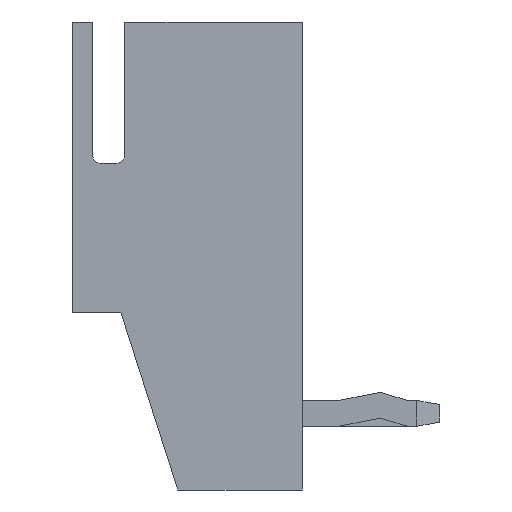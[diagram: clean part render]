
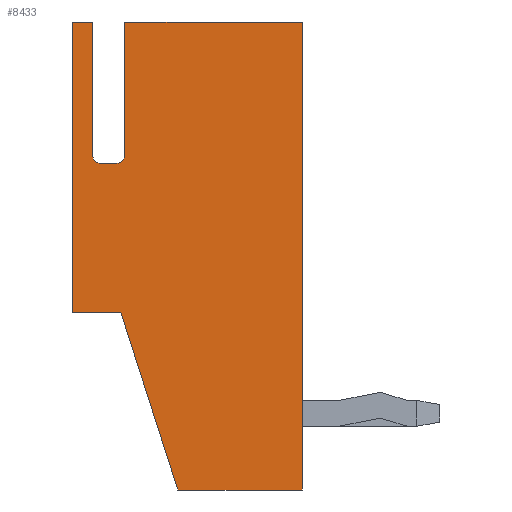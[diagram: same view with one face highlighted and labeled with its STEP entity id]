
A CAD part, left-side view. The second image highlights one B-rep face of the part: STEP entity #8433.
In plain terms, the highlighted planar face has unit normal (-1, 0, 0).
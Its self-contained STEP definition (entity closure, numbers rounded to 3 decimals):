
#70 = LINE ( 'NONE', #6521, #2910 ) ;
#80 = CARTESIAN_POINT ( 'NONE',  ( -6.25, 2.15, 3.9 ) ) ;
#96 = CARTESIAN_POINT ( 'NONE',  ( -6.25, 2.85, 7.2 ) ) ;
#239 = VERTEX_POINT ( 'NONE', #3452 ) ;
#243 = EDGE_CURVE ( 'NONE', #1052, #239, #5130, .T. ) ;
#247 = VERTEX_POINT ( 'NONE', #6706 ) ;
#248 = EDGE_CURVE ( 'NONE', #5446, #2451, #4378, .T. ) ;
#563 = CARTESIAN_POINT ( 'NONE',  ( -6.25, 2.85, 7.2 ) ) ;
#571 = EDGE_CURVE ( 'NONE', #8357, #5446, #2495, .T. ) ;
#649 = LINE ( 'NONE', #9980, #3390 ) ;
#982 = VECTOR ( 'NONE', #1418, 1000. ) ;
#1044 = EDGE_CURVE ( 'NONE', #4867, #8851, #6694, .T. ) ;
#1052 = VERTEX_POINT ( 'NONE', #7144 ) ;
#1053 = ORIENTED_EDGE ( 'NONE', *, *, #8129, .F. ) ;
#1235 = CARTESIAN_POINT ( 'NONE',  ( -6.25, -2.85, 7.2 ) ) ;
#1268 = CARTESIAN_POINT ( 'NONE',  ( -6.25, -2.85, 0. ) ) ;
#1418 = DIRECTION ( 'NONE',  ( 0., 0., 1. ) ) ;
#1463 = DIRECTION ( 'NONE',  ( 0., 0., 1. ) ) ;
#1551 = CARTESIAN_POINT ( 'NONE',  ( -6.25, -2.85, 7.2 ) ) ;
#1666 = ORIENTED_EDGE ( 'NONE', *, *, #5823, .F. ) ;
#2001 = CARTESIAN_POINT ( 'NONE',  ( -6.25, 1.65, 0. ) ) ;
#2138 = LINE ( 'NONE', #2884, #9947 ) ;
#2185 = LINE ( 'NONE', #8364, #982 ) ;
#2223 = DIRECTION ( 'NONE',  ( -1., 0., 0. ) ) ;
#2225 = VERTEX_POINT ( 'NONE', #4696 ) ;
#2247 = CARTESIAN_POINT ( 'NONE',  ( -6.25, -2.85, 7.2 ) ) ;
#2287 = CARTESIAN_POINT ( 'NONE',  ( -6.25, 0.239, -4.4 ) ) ;
#2295 = DIRECTION ( 'NONE',  ( 0., 0., -1. ) ) ;
#2310 = AXIS2_PLACEMENT_3D ( 'NONE', #9507, #9407, #2568 ) ;
#2406 = VECTOR ( 'NONE', #4649, 1000. ) ;
#2451 = VERTEX_POINT ( 'NONE', #4485 ) ;
#2495 = LINE ( 'NONE', #96, #7970 ) ;
#2506 = VERTEX_POINT ( 'NONE', #1235 ) ;
#2568 = DIRECTION ( 'NONE',  ( 0., 0., -1. ) ) ;
#2884 = CARTESIAN_POINT ( 'NONE',  ( -6.25, 2.15, 3.7 ) ) ;
#2889 = AXIS2_PLACEMENT_3D ( 'NONE', #2247, #6161, #2295 ) ;
#2910 = VECTOR ( 'NONE', #8687, 1000. ) ;
#2939 = VECTOR ( 'NONE', #3607, 1000. ) ;
#3101 = FACE_OUTER_BOUND ( 'NONE', #3436, .T. ) ;
#3197 = PLANE ( 'NONE',  #2889 ) ;
#3387 = CIRCLE ( 'NONE', #5016, 0.2 ) ;
#3390 = VECTOR ( 'NONE', #7515, 1000. ) ;
#3436 = EDGE_LOOP ( 'NONE', ( #6147, #9225, #7685, #1666, #7070, #9898, #7688, #8407, #5238, #6494, #8701, #1053 ) ) ;
#3452 = CARTESIAN_POINT ( 'NONE',  ( -6.25, 2.35, 3.9 ) ) ;
#3466 = DIRECTION ( 'NONE',  ( 0., -0.305, -0.952 ) ) ;
#3607 = DIRECTION ( 'NONE',  ( 0., 0., -1. ) ) ;
#3634 = EDGE_CURVE ( 'NONE', #7422, #8885, #8960, .T. ) ;
#3658 = DIRECTION ( 'NONE',  ( 0., -1., 0. ) ) ;
#3994 = CARTESIAN_POINT ( 'NONE',  ( -6.25, 2.85, 0. ) ) ;
#4060 = CARTESIAN_POINT ( 'NONE',  ( -6.25, 1.55, 3.9 ) ) ;
#4378 = LINE ( 'NONE', #1268, #8922 ) ;
#4458 = EDGE_CURVE ( 'NONE', #2451, #7422, #5043, .T. ) ;
#4485 = CARTESIAN_POINT ( 'NONE',  ( -6.25, 1.65, 0. ) ) ;
#4632 = DIRECTION ( 'NONE',  ( 0., 0., -1. ) ) ;
#4649 = DIRECTION ( 'NONE',  ( 0., -1., 0. ) ) ;
#4696 = CARTESIAN_POINT ( 'NONE',  ( -6.25, 1.55, 7.2 ) ) ;
#4807 = CARTESIAN_POINT ( 'NONE',  ( -6.25, -2.85, -4.4 ) ) ;
#4819 = EDGE_CURVE ( 'NONE', #8851, #2225, #2185, .T. ) ;
#4867 = VERTEX_POINT ( 'NONE', #7142 ) ;
#5016 = AXIS2_PLACEMENT_3D ( 'NONE', #80, #2223, #1463 ) ;
#5043 = LINE ( 'NONE', #2001, #9309 ) ;
#5130 = LINE ( 'NONE', #8216, #2939 ) ;
#5238 = ORIENTED_EDGE ( 'NONE', *, *, #248, .T. ) ;
#5446 = VERTEX_POINT ( 'NONE', #3994 ) ;
#5556 = EDGE_CURVE ( 'NONE', #239, #247, #3387, .T. ) ;
#5823 = EDGE_CURVE ( 'NONE', #247, #4867, #2138, .T. ) ;
#6147 = ORIENTED_EDGE ( 'NONE', *, *, #8026, .F. ) ;
#6161 = DIRECTION ( 'NONE',  ( 1., 0., 0. ) ) ;
#6494 = ORIENTED_EDGE ( 'NONE', *, *, #4458, .T. ) ;
#6521 = CARTESIAN_POINT ( 'NONE',  ( -6.25, -2.85, 7.2 ) ) ;
#6694 = CIRCLE ( 'NONE', #2310, 0.2 ) ;
#6706 = CARTESIAN_POINT ( 'NONE',  ( -6.25, 2.15, 3.7 ) ) ;
#7070 = ORIENTED_EDGE ( 'NONE', *, *, #5556, .F. ) ;
#7142 = CARTESIAN_POINT ( 'NONE',  ( -6.25, 1.75, 3.7 ) ) ;
#7144 = CARTESIAN_POINT ( 'NONE',  ( -6.25, 2.35, 7.2 ) ) ;
#7422 = VERTEX_POINT ( 'NONE', #2287 ) ;
#7469 = DIRECTION ( 'NONE',  ( 0., -1., 0. ) ) ;
#7503 = DIRECTION ( 'NONE',  ( 0., -1., 0. ) ) ;
#7515 = DIRECTION ( 'NONE',  ( 0., -1., 0. ) ) ;
#7600 = CARTESIAN_POINT ( 'NONE',  ( -6.25, 0.239, -4.4 ) ) ;
#7685 = ORIENTED_EDGE ( 'NONE', *, *, #1044, .F. ) ;
#7688 = ORIENTED_EDGE ( 'NONE', *, *, #7813, .F. ) ;
#7813 = EDGE_CURVE ( 'NONE', #8357, #1052, #649, .T. ) ;
#7970 = VECTOR ( 'NONE', #4632, 1000. ) ;
#8026 = EDGE_CURVE ( 'NONE', #2225, #2506, #8498, .T. ) ;
#8129 = EDGE_CURVE ( 'NONE', #2506, #8885, #70, .T. ) ;
#8216 = CARTESIAN_POINT ( 'NONE',  ( -6.25, 2.35, 7.2 ) ) ;
#8357 = VERTEX_POINT ( 'NONE', #563 ) ;
#8364 = CARTESIAN_POINT ( 'NONE',  ( -6.25, 1.55, 7.2 ) ) ;
#8407 = ORIENTED_EDGE ( 'NONE', *, *, #571, .T. ) ;
#8433 = ADVANCED_FACE ( 'NONE', ( #3101 ), #3197, .F. ) ;
#8498 = LINE ( 'NONE', #1551, #2406 ) ;
#8641 = VECTOR ( 'NONE', #7503, 1000. ) ;
#8687 = DIRECTION ( 'NONE',  ( 0., 0., -1. ) ) ;
#8701 = ORIENTED_EDGE ( 'NONE', *, *, #3634, .T. ) ;
#8851 = VERTEX_POINT ( 'NONE', #4060 ) ;
#8885 = VERTEX_POINT ( 'NONE', #4807 ) ;
#8922 = VECTOR ( 'NONE', #7469, 1000. ) ;
#8960 = LINE ( 'NONE', #7600, #8641 ) ;
#9225 = ORIENTED_EDGE ( 'NONE', *, *, #4819, .F. ) ;
#9309 = VECTOR ( 'NONE', #3466, 1000. ) ;
#9407 = DIRECTION ( 'NONE',  ( -1., 0., 0. ) ) ;
#9507 = CARTESIAN_POINT ( 'NONE',  ( -6.25, 1.75, 3.9 ) ) ;
#9898 = ORIENTED_EDGE ( 'NONE', *, *, #243, .F. ) ;
#9947 = VECTOR ( 'NONE', #3658, 1000. ) ;
#9980 = CARTESIAN_POINT ( 'NONE',  ( -6.25, -2.85, 7.2 ) ) ;
